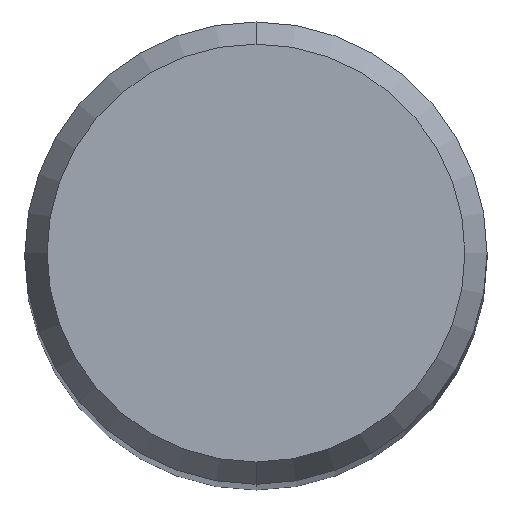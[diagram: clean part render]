
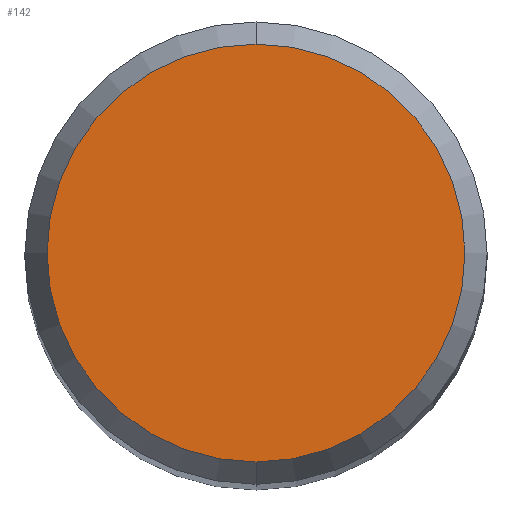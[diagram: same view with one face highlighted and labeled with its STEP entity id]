
A CAD part, top view. The second image highlights one B-rep face of the part: STEP entity #142.
In plain terms, the highlighted planar face has unit normal (0, 0, 1).
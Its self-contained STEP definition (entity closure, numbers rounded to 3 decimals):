
#104=EDGE_CURVE('',#204,#132,#244,.T.);
#132=VERTEX_POINT('',#275);
#142=ADVANCED_FACE('',(#287),#288,.T.);
#174=EDGE_CURVE('',#132,#204,#323,.T.);
#204=VERTEX_POINT('',#357);
#244=CIRCLE('',#392,2.158);
#275=CARTESIAN_POINT('',(0.0,2.158,0.01));
#287=FACE_OUTER_BOUND('',#449,.T.);
#288=PLANE('',#450);
#323=CIRCLE('',#493,2.158);
#357=CARTESIAN_POINT('',(0.,-2.158,0.01));
#392=AXIS2_PLACEMENT_3D('',#570,#571,#572);
#449=EDGE_LOOP('',(#628,#629));
#450=AXIS2_PLACEMENT_3D('',#630,#631,#632);
#493=AXIS2_PLACEMENT_3D('',#665,#666,#667);
#570=CARTESIAN_POINT('',(0.0,0.0,0.01));
#571=DIRECTION('',(0.0,0.0,-1.0));
#572=DIRECTION('',(0.0,1.0,0.0));
#628=ORIENTED_EDGE('',*,*,#174,.F.);
#629=ORIENTED_EDGE('',*,*,#104,.F.);
#630=CARTESIAN_POINT('',(0.0,1.079,0.01));
#631=DIRECTION('',(-0.0,0.0,1.0));
#632=DIRECTION('',(0.0,-1.0,0.0));
#665=CARTESIAN_POINT('',(0.0,0.0,0.01));
#666=DIRECTION('',(0.0,0.0,-1.0));
#667=DIRECTION('',(0.0,1.0,0.0));
